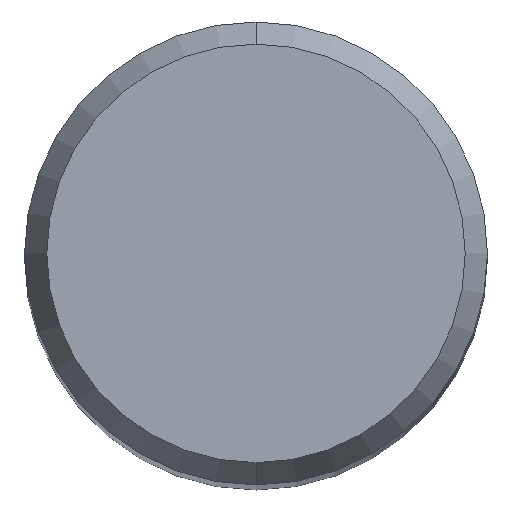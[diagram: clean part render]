
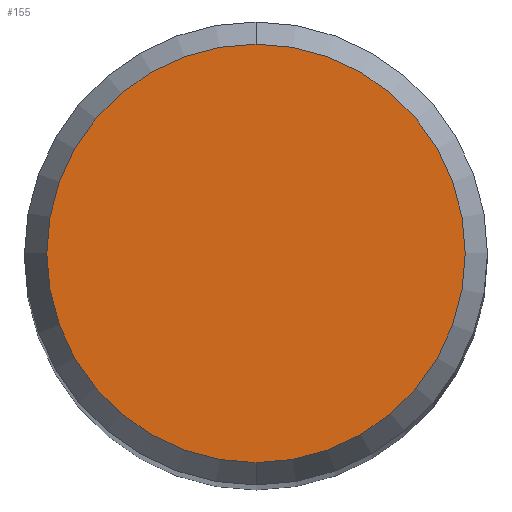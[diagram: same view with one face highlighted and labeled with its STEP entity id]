
A CAD part, top view. The second image highlights one B-rep face of the part: STEP entity #155.
In plain terms, the highlighted planar face has unit normal (0, 0, 1).
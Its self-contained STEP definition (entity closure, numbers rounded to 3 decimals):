
#99=EDGE_CURVE('',#205,#149,#250,.T.);
#149=VERTEX_POINT('',#306);
#155=ADVANCED_FACE('',(#312),#313,.T.);
#169=EDGE_CURVE('',#149,#205,#328,.T.);
#205=VERTEX_POINT('',#369);
#250=CIRCLE('',#411,2.158);
#306=CARTESIAN_POINT('',(0.0,2.158,0.));
#312=FACE_OUTER_BOUND('',#494,.T.);
#313=PLANE('',#495);
#328=CIRCLE('',#517,2.158);
#369=CARTESIAN_POINT('',(0.,-2.158,0.));
#411=AXIS2_PLACEMENT_3D('',#601,#602,#603);
#494=EDGE_LOOP('',(#678,#679));
#495=AXIS2_PLACEMENT_3D('',#680,#681,#682);
#517=AXIS2_PLACEMENT_3D('',#694,#695,#696);
#601=CARTESIAN_POINT('',(0.0,0.0,0.));
#602=DIRECTION('',(0.0,0.0,-1.0));
#603=DIRECTION('',(0.0,1.0,0.0));
#678=ORIENTED_EDGE('',*,*,#169,.F.);
#679=ORIENTED_EDGE('',*,*,#99,.F.);
#680=CARTESIAN_POINT('',(0.0,1.079,0.));
#681=DIRECTION('',(-0.0,0.0,1.0));
#682=DIRECTION('',(0.0,-1.0,0.0));
#694=CARTESIAN_POINT('',(0.0,0.0,0.));
#695=DIRECTION('',(0.0,0.0,-1.0));
#696=DIRECTION('',(0.0,1.0,0.0));
